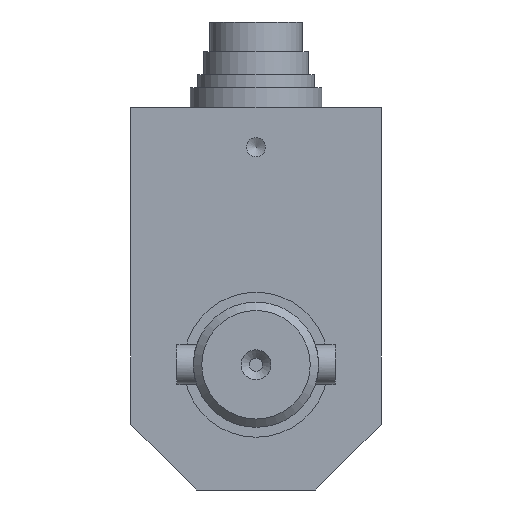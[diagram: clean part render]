
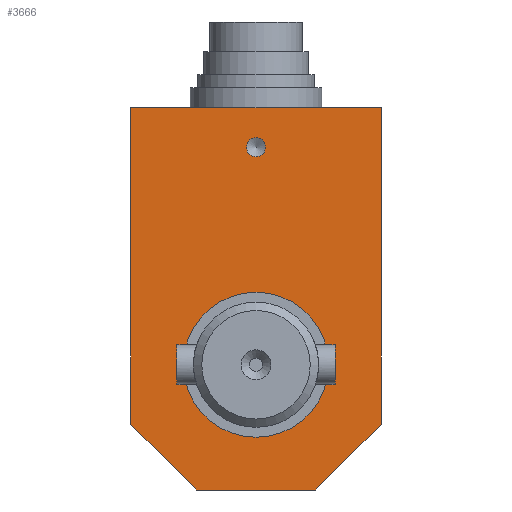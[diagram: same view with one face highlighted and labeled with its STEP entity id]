
A CAD part, left-side view. The second image highlights one B-rep face of the part: STEP entity #3666.
In plain terms, the highlighted face is planar.
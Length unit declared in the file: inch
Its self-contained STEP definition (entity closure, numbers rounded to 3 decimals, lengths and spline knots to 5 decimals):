
#600=CARTESIAN_POINT('',(0.86728,-0.43504,-0.39197));
#601=VERTEX_POINT('',#600);
#602=CARTESIAN_POINT('',(0.86728,-0.00197,-0.39197));
#603=DIRECTION('',(-1.0,0.0,0.0));
#604=DIRECTION('',(0.0,1.0,0.0));
#605=AXIS2_PLACEMENT_3D('',#602,#603,#604);
#606=CIRCLE('',#605,0.43307);
#607=EDGE_CURVE('',#601,#601,#606,.T.);
#1607=CARTESIAN_POINT('',(0.86728,-0.00197,0.96424));
#1608=VERTEX_POINT('',#1607);
#1609=CARTESIAN_POINT('',(0.86728,-0.00197,0.90724));
#1610=DIRECTION('',(-1.0,0.0,0.0));
#1611=DIRECTION('',(0.0,0.0,-1.0));
#1612=AXIS2_PLACEMENT_3D('',#1609,#1610,#1611);
#1613=CIRCLE('',#1612,0.057);
#1614=EDGE_CURVE('',#1608,#1608,#1613,.T.);
#2851=CARTESIAN_POINT('',(0.86728,-0.75,1.14346));
#2852=VERTEX_POINT('',#2851);
#2853=CARTESIAN_POINT('',(0.86728,0.74606,1.14346));
#2854=VERTEX_POINT('',#2853);
#2855=CARTESIAN_POINT('',(0.86728,-0.75,1.14346));
#2856=DIRECTION('',(0.0,1.0,0.0));
#2857=VECTOR('',#2856,1.49606);
#2858=LINE('',#2855,#2857);
#2859=EDGE_CURVE('',#2852,#2854,#2858,.T.);
#3483=CARTESIAN_POINT('',(0.86728,0.74606,-0.7463));
#3484=VERTEX_POINT('',#3483);
#3485=CARTESIAN_POINT('',(0.86728,0.35236,-1.14));
#3486=VERTEX_POINT('',#3485);
#3487=CARTESIAN_POINT('',(0.86728,0.74606,-0.7463));
#3488=DIRECTION('',(0.0,-0.707,-0.707));
#3489=VECTOR('',#3488,0.55678);
#3490=LINE('',#3487,#3489);
#3491=EDGE_CURVE('',#3484,#3486,#3490,.T.);
#3531=CARTESIAN_POINT('',(0.86728,0.74606,1.14346));
#3532=DIRECTION('',(0.0,0.0,-1.0));
#3533=VECTOR('',#3532,1.88976);
#3534=LINE('',#3531,#3533);
#3535=EDGE_CURVE('',#2854,#3484,#3534,.T.);
#3584=CARTESIAN_POINT('',(0.86728,-0.3563,-1.14));
#3585=VERTEX_POINT('',#3584);
#3586=CARTESIAN_POINT('',(0.86728,-0.75,-0.7463));
#3587=VERTEX_POINT('',#3586);
#3588=CARTESIAN_POINT('',(0.86728,-0.3563,-1.14));
#3589=DIRECTION('',(0.0,-0.707,0.707));
#3590=VECTOR('',#3589,0.55678);
#3591=LINE('',#3588,#3590);
#3592=EDGE_CURVE('',#3585,#3587,#3591,.T.);
#3616=CARTESIAN_POINT('',(0.86728,-0.75,-0.7463));
#3617=DIRECTION('',(0.0,0.0,1.0));
#3618=VECTOR('',#3617,1.88976);
#3619=LINE('',#3616,#3618);
#3620=EDGE_CURVE('',#3587,#2852,#3619,.T.);
#3636=CARTESIAN_POINT('',(0.86728,0.35236,-1.14));
#3637=DIRECTION('',(0.0,-1.0,0.0));
#3638=VECTOR('',#3637,0.70866);
#3639=LINE('',#3636,#3638);
#3640=EDGE_CURVE('',#3486,#3585,#3639,.T.);
#3647=CARTESIAN_POINT('',(0.86728,0.,-0.23));
#3648=DIRECTION('',(1.0,0.0,0.0));
#3649=DIRECTION('',(0.0,0.0,-1.0));
#3650=AXIS2_PLACEMENT_3D('',#3647,#3648,#3649);
#3651=PLANE('',#3650);
#3652=ORIENTED_EDGE('',*,*,#3491,.F.);
#3653=ORIENTED_EDGE('',*,*,#3535,.F.);
#3654=ORIENTED_EDGE('',*,*,#2859,.F.);
#3655=ORIENTED_EDGE('',*,*,#3620,.F.);
#3656=ORIENTED_EDGE('',*,*,#3592,.F.);
#3657=ORIENTED_EDGE('',*,*,#3640,.F.);
#3658=EDGE_LOOP('',(#3652,#3653,#3654,#3655,#3656,#3657));
#3659=FACE_OUTER_BOUND('',#3658,.T.);
#3660=ORIENTED_EDGE('',*,*,#1614,.T.);
#3661=EDGE_LOOP('',(#3660));
#3662=FACE_BOUND('',#3661,.T.);
#3663=ORIENTED_EDGE('',*,*,#607,.T.);
#3664=EDGE_LOOP('',(#3663));
#3665=FACE_BOUND('',#3664,.T.);
#3666=ADVANCED_FACE('',(#3659,#3662,#3665),#3651,.T.);
